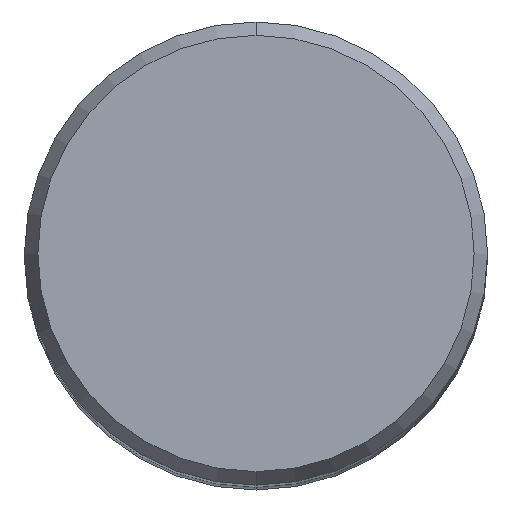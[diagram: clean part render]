
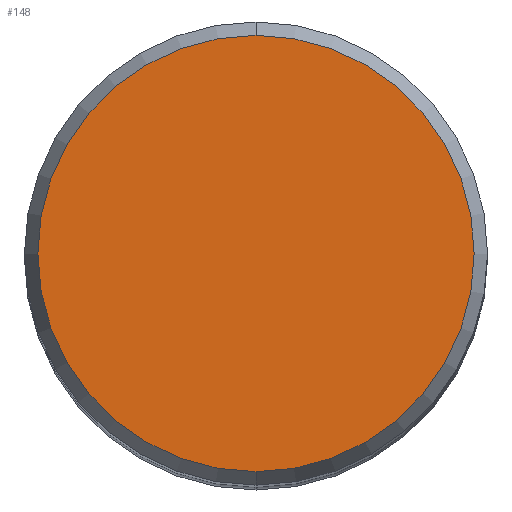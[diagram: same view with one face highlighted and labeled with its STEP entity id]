
A CAD part, top view. The second image highlights one B-rep face of the part: STEP entity #148.
In plain terms, the highlighted planar face has unit normal (0, 0, 1).
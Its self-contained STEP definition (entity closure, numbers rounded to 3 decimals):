
#120=EDGE_CURVE('',#182,#168,#278,.T.);
#148=ADVANCED_FACE('',(#310),#311,.T.);
#168=VERTEX_POINT('',#333);
#182=VERTEX_POINT('',#350);
#188=EDGE_CURVE('',#168,#182,#356,.T.);
#278=CIRCLE('',#449,14.958);
#310=FACE_OUTER_BOUND('',#484,.T.);
#311=PLANE('',#485);
#333=CARTESIAN_POINT('',(0.0,14.958,0.0));
#350=CARTESIAN_POINT('',(0.,-14.958,0.0));
#356=CIRCLE('',#539,14.958);
#449=AXIS2_PLACEMENT_3D('',#639,#640,#641);
#484=EDGE_LOOP('',(#676,#677));
#485=AXIS2_PLACEMENT_3D('',#678,#679,#680);
#539=AXIS2_PLACEMENT_3D('',#744,#745,#746);
#639=CARTESIAN_POINT('',(0.0,0.0,0.0));
#640=DIRECTION('',(0.0,0.0,-1.0));
#641=DIRECTION('',(0.0,1.0,0.0));
#676=ORIENTED_EDGE('',*,*,#188,.F.);
#677=ORIENTED_EDGE('',*,*,#120,.F.);
#678=CARTESIAN_POINT('',(0.0,7.479,0.0));
#679=DIRECTION('',(-0.0,0.0,1.0));
#680=DIRECTION('',(0.0,-1.0,0.0));
#744=CARTESIAN_POINT('',(0.0,0.0,0.0));
#745=DIRECTION('',(0.0,0.0,-1.0));
#746=DIRECTION('',(0.0,1.0,0.0));
